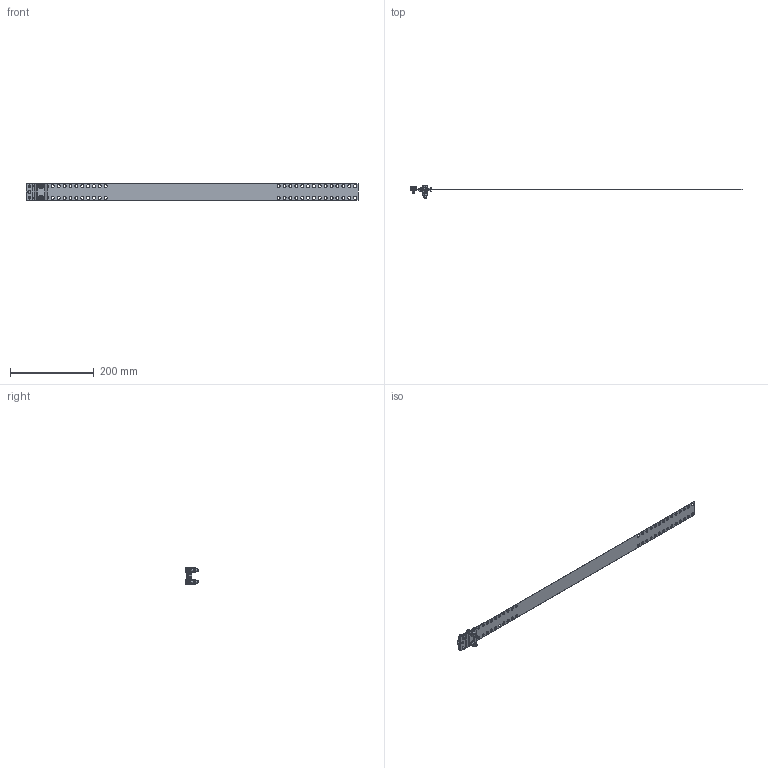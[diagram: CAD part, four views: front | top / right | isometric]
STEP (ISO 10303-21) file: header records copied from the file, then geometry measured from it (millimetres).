
FILE_DESCRIPTION (( 'STEP AP203' ), '1' );
FILE_NAME ('1904 Óíèâåðñàëüíûé äåðæàòåëü äëÿ òðóá O 124-222 ìì, ïðîâîëîêà O 6-10 ìì.STEP', '2024-04-24T06:41:03', ( '' ), ( '' ), 'SwSTEP 2.0', 'SolidWorks 2022', '' );
FILE_SCHEMA (( 'CONFIG_CONTROL_DESIGN' ));
Length unit declared in the file: millimetre
Products named in the file (10): ГОСТ 11371-78_Шайба A.6 ГОСТ 11371-78; hex screw gradeab_iso_ISO 4017 - M5 x 12-N; hex screw gradeab_iso_ISO 4017 - M6 x 25-N; 1904.001 Хомут МL; 0711.101 Прямая пластина_00; 0711.001 Прижим; hex nut gradec_iso_ISO - 4034 - M6 - N; 1904 Универсальный держатель для труб Ø 124-222 мм, проволока Ø 6-10 мм; 1901.002 Пластина фиксации; ГОСТ 6402-70_Шайба 6Л ГОСТ 6402-70
Assembly tree (15 placements, depth 2):
  1904 Универсальный держатель для труб Ø 124-222 мм, проволока Ø 6-10 мм
    1904.001 Хомут МL
    1901.002 Пластина фиксации  x2
    0711.001 Прижим
    0711.101 Прямая пластина_00
    hex screw gradeab_iso_ISO 4017 - M5 x 12-N  x2
    hex screw gradeab_iso_ISO 4017 - M6 x 25-N  x2
    hex nut gradec_iso_ISO - 4034 - M6 - N  x2
    ГОСТ 6402-70_Шайба 6Л ГОСТ 6402-70  x2
    ГОСТ 11371-78_Шайба A.6 ГОСТ 11371-78  x2
Bounding box: 791 x 29 x 40 mm (x, y, z)
Volume: 40269.8 mm3; surface area: 73456.9 mm2
Topology: 15 solids, 15 shells, 410 faces, 972 edges, 596 vertices
Faces by surface type: cylinder 183, plane 155, cone 64, torus 8
Entity records: 10150 total; most frequent: CARTESIAN_POINT 1694, DIRECTION 1614, ORIENTED_EDGE 1412, EDGE_CURVE 706, AXIS2_PLACEMENT_3D 658, VERTEX_POINT 442, EDGE_LOOP 414, CIRCLE 356
